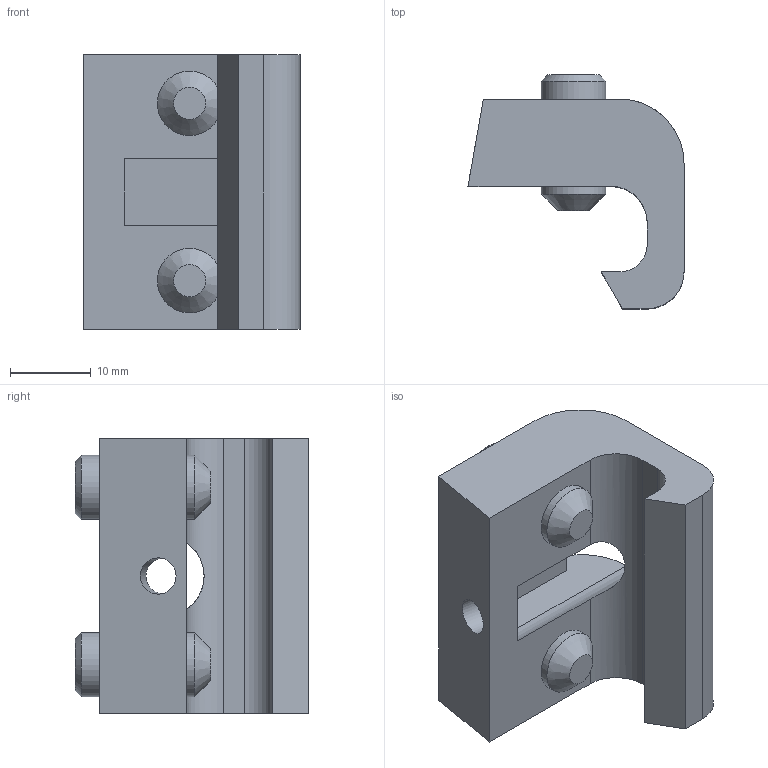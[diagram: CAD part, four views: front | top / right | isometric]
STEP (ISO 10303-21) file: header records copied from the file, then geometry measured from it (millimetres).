
FILE_DESCRIPTION(/* description */ ('STEP AP214'),/* implementation_level */ '2;1');
FILE_NAME(/* name */ '36163_SMB-3-B',/* time_stamp */ '2024-09-15T07:28:25+02:00',/* author */ ('License CC BY-ND 4.0'),/* organization */ ('CADENAS'),/* preprocessor_version */ 'ST-DEVELOPER v19.3',/* originating_system */ 'PARTsolutions',/* authorisation */ ' ');
FILE_SCHEMA (('AUTOMOTIVE_DESIGN {1 0 10303 214 3 1 1}'));
Length unit declared in the file: millimetre
Products named in the file (1): 36163 SMB-3-B
Bounding box: 26.8 x 29 x 34 mm (x, y, z)
Volume: 10758.5 mm3; surface area: 4998.6 mm2
Topology: 1 solids, 1 shells, 47 faces, 120 edges, 79 vertices
Faces by surface type: plane 33, cylinder 10, cone 4
Full cylindrical faces by diameter (mm): 4.5 x1, 8 x4
Entity records: 1391 total; most frequent: CARTESIAN_POINT 242, DIRECTION 230, ORIENTED_EDGE 216, EDGE_CURVE 108, LINE 80, VECTOR 80, VERTEX_POINT 76, AXIS2_PLACEMENT_3D 75
